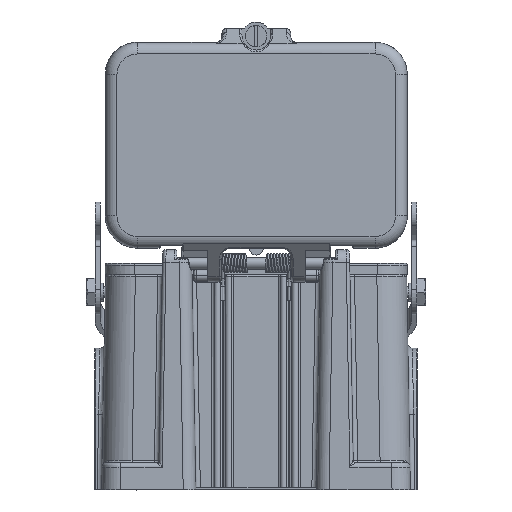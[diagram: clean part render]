
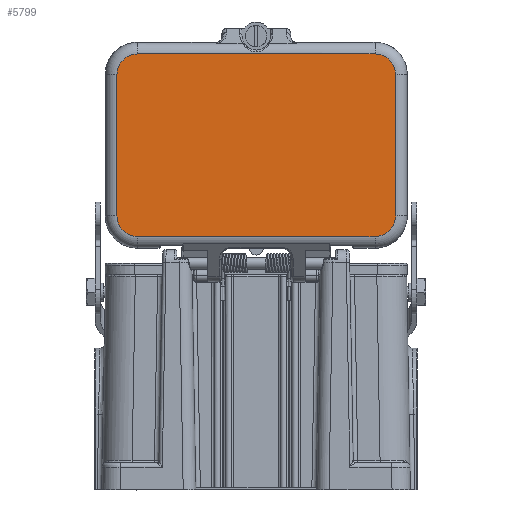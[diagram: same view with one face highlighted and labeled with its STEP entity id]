
A CAD part, front view. The second image highlights one B-rep face of the part: STEP entity #5799.
In plain terms, the highlighted face is planar.
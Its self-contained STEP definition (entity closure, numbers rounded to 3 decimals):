
#1799=FACE_OUTER_BOUND('',#7585,.T.);
#2504=PLANE('',#19141);
#3640=LINE('',#39561,#4781);
#3641=LINE('',#39579,#4782);
#3642=LINE('',#39597,#4783);
#3643=LINE('',#39608,#4784);
#4781=VECTOR('',#23910,1.);
#4782=VECTOR('',#23917,1.);
#4783=VECTOR('',#23924,1.);
#4784=VECTOR('',#23931,1.);
#5799=ADVANCED_FACE('NONE',(#1799),#2504,.T.);
#7585=EDGE_LOOP('',(#12493,#12494,#12495,#12496,#12497,#12498,#12499,#12500));
#12493=ORIENTED_EDGE('',*,*,#16654,.F.);
#12494=ORIENTED_EDGE('',*,*,#16655,.F.);
#12495=ORIENTED_EDGE('',*,*,#16642,.F.);
#12496=ORIENTED_EDGE('',*,*,#16644,.F.);
#12497=ORIENTED_EDGE('',*,*,#16646,.F.);
#12498=ORIENTED_EDGE('',*,*,#16648,.F.);
#12499=ORIENTED_EDGE('',*,*,#16650,.F.);
#12500=ORIENTED_EDGE('',*,*,#16652,.F.);
#14158=VERTEX_POINT('',#39544);
#14159=VERTEX_POINT('',#39551);
#14160=VERTEX_POINT('',#39560);
#14161=VERTEX_POINT('',#39569);
#14162=VERTEX_POINT('',#39578);
#14163=VERTEX_POINT('',#39587);
#14164=VERTEX_POINT('',#39596);
#14165=VERTEX_POINT('',#39605);
#16642=EDGE_CURVE('',#14159,#14158,#17311,.T.);
#16644=EDGE_CURVE('',#14160,#14159,#3640,.T.);
#16646=EDGE_CURVE('',#14161,#14160,#17312,.T.);
#16648=EDGE_CURVE('',#14162,#14161,#3641,.T.);
#16650=EDGE_CURVE('',#14163,#14162,#17313,.T.);
#16652=EDGE_CURVE('',#14164,#14163,#3642,.T.);
#16654=EDGE_CURVE('',#14165,#14164,#17314,.T.);
#16655=EDGE_CURVE('',#14158,#14165,#3643,.T.);
#17311=CIRCLE('',#19129,8.999);
#17312=CIRCLE('',#19132,8.999);
#17313=CIRCLE('',#19135,8.999);
#17314=CIRCLE('',#19138,8.999);
#19129=AXIS2_PLACEMENT_3D('',#39552,#23906,#23907);
#19132=AXIS2_PLACEMENT_3D('',#39570,#23913,#23914);
#19135=AXIS2_PLACEMENT_3D('',#39588,#23920,#23921);
#19138=AXIS2_PLACEMENT_3D('',#39606,#23927,#23928);
#19141=AXIS2_PLACEMENT_3D('',#39610,#23934,#23935);
#23906=DIRECTION('',(0.,-1.,0.));
#23907=DIRECTION('',(0.,0.,1.));
#23910=DIRECTION('',(0.,0.,1.));
#23913=DIRECTION('',(0.,-1.,0.));
#23914=DIRECTION('',(-1.,0.,0.));
#23917=DIRECTION('',(1.,0.,0.));
#23920=DIRECTION('',(0.,-1.,0.));
#23921=DIRECTION('',(0.,0.,1.));
#23924=DIRECTION('',(0.,0.,-1.));
#23927=DIRECTION('',(0.,-1.,0.));
#23928=DIRECTION('',(-1.,0.,0.));
#23931=DIRECTION('',(-1.,0.,0.));
#23934=DIRECTION('',(0.,1.,0.));
#23935=DIRECTION('',(0.,0.,1.));
#39544=CARTESIAN_POINT('',(209.587,17.035,255.977));
#39551=CARTESIAN_POINT('',(218.586,17.035,246.977));
#39552=CARTESIAN_POINT('',(209.587,17.035,246.977));
#39560=CARTESIAN_POINT('',(218.586,17.035,185.204));
#39561=CARTESIAN_POINT('',(218.586,17.035,216.091));
#39569=CARTESIAN_POINT('',(209.587,17.035,176.204));
#39570=CARTESIAN_POINT('',(209.587,17.035,185.204));
#39578=CARTESIAN_POINT('',(105.813,17.035,176.204));
#39579=CARTESIAN_POINT('',(157.7,17.035,176.204));
#39587=CARTESIAN_POINT('',(96.814,17.035,185.204));
#39588=CARTESIAN_POINT('',(105.813,17.035,185.204));
#39596=CARTESIAN_POINT('',(96.814,17.035,246.977));
#39597=CARTESIAN_POINT('',(96.814,17.035,216.091));
#39605=CARTESIAN_POINT('',(105.813,17.035,255.977));
#39606=CARTESIAN_POINT('',(105.813,17.035,246.977));
#39608=CARTESIAN_POINT('',(157.7,17.035,255.977));
#39610=CARTESIAN_POINT('',(157.7,17.035,216.091));
